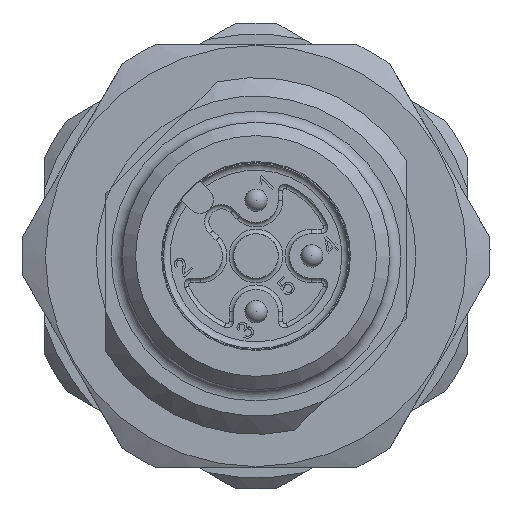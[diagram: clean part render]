
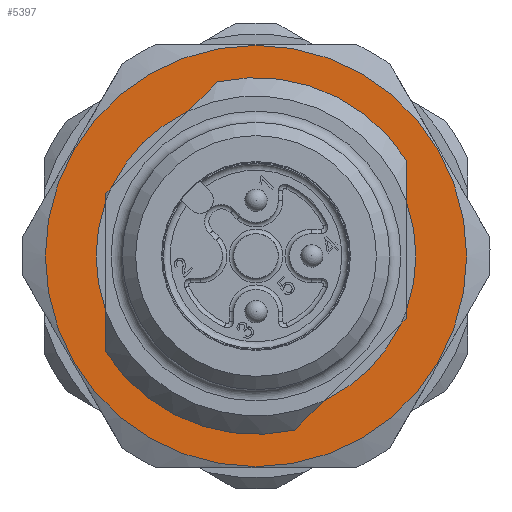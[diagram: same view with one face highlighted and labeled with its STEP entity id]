
A CAD part, left-side view. The second image highlights one B-rep face of the part: STEP entity #5397.
In plain terms, the highlighted planar face has unit normal (-1, 0, 0).
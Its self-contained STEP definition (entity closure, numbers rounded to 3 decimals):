
#767=PLANE('',#6567);
#1011=EDGE_LOOP('',(#2059));
#1012=EDGE_LOOP('',(#2060,#2061,#2062,#2063,#2064,#2065,#2066,#2067,#2068,
#2069,#2070,#2071,#2072,#2073));
#1288=CIRCLE('',#6401,8.);
#1339=CIRCLE('',#6490,8.);
#1360=CIRCLE('',#6562,9.45);
#1361=CIRCLE('',#6563,7.172);
#1362=CIRCLE('',#6564,7.172);
#1363=CIRCLE('',#6565,7.172);
#1364=CIRCLE('',#6566,7.172);
#2059=ORIENTED_EDGE('',*,*,#3689,.F.);
#2060=ORIENTED_EDGE('',*,*,#3690,.F.);
#2061=ORIENTED_EDGE('',*,*,#3639,.T.);
#2062=ORIENTED_EDGE('',*,*,#3646,.T.);
#2063=ORIENTED_EDGE('',*,*,#3691,.F.);
#2064=ORIENTED_EDGE('',*,*,#3647,.T.);
#2065=ORIENTED_EDGE('',*,*,#3459,.F.);
#2066=ORIENTED_EDGE('',*,*,#3668,.F.);
#2067=ORIENTED_EDGE('',*,*,#3692,.F.);
#2068=ORIENTED_EDGE('',*,*,#3662,.F.);
#2069=ORIENTED_EDGE('',*,*,#3660,.F.);
#2070=ORIENTED_EDGE('',*,*,#3693,.F.);
#2071=ORIENTED_EDGE('',*,*,#3653,.F.);
#2072=ORIENTED_EDGE('',*,*,#3627,.F.);
#2073=ORIENTED_EDGE('',*,*,#3637,.T.);
#3459=EDGE_CURVE('',#5820,#5822,#1288,.T.);
#3627=EDGE_CURVE('',#5935,#5936,#1339,.T.);
#3637=EDGE_CURVE('',#5935,#5945,#4430,.T.);
#3639=EDGE_CURVE('',#5947,#5946,#4432,.T.);
#3646=EDGE_CURVE('',#5946,#5952,#4439,.T.);
#3647=EDGE_CURVE('',#5953,#5822,#4440,.T.);
#3653=EDGE_CURVE('',#5936,#5956,#4446,.T.);
#3660=EDGE_CURVE('',#5961,#5962,#4453,.T.);
#3662=EDGE_CURVE('',#5962,#5963,#4455,.T.);
#3668=EDGE_CURVE('',#5966,#5820,#4461,.T.);
#3689=EDGE_CURVE('',#5979,#5979,#1360,.T.);
#3690=EDGE_CURVE('',#5947,#5945,#1361,.T.);
#3691=EDGE_CURVE('',#5953,#5952,#1362,.T.);
#3692=EDGE_CURVE('',#5963,#5966,#1363,.T.);
#3693=EDGE_CURVE('',#5956,#5961,#1364,.T.);
#4430=LINE('',#9478,#4899);
#4432=LINE('',#9482,#4901);
#4439=LINE('',#9495,#4908);
#4440=LINE('',#9497,#4909);
#4446=LINE('',#9508,#4915);
#4453=LINE('',#9521,#4922);
#4455=LINE('',#9525,#4924);
#4461=LINE('',#9535,#4930);
#4899=VECTOR('',#7336,1.);
#4901=VECTOR('',#7338,1.);
#4908=VECTOR('',#7347,1.);
#4909=VECTOR('',#7348,1.);
#4915=VECTOR('',#7358,1.);
#4922=VECTOR('',#7365,1.);
#4924=VECTOR('',#7369,1.);
#4930=VECTOR('',#7375,1.);
#5397=ADVANCED_FACE('',(#5717,#5718),#767,.T.);
#5717=FACE_BOUND('',#1011,.T.);
#5718=FACE_BOUND('',#1012,.T.);
#5820=VERTEX_POINT('',#8860);
#5822=VERTEX_POINT('',#8863);
#5935=VERTEX_POINT('',#9448);
#5936=VERTEX_POINT('',#9450);
#5945=VERTEX_POINT('',#9479);
#5946=VERTEX_POINT('',#9481);
#5947=VERTEX_POINT('',#9483);
#5952=VERTEX_POINT('',#9496);
#5953=VERTEX_POINT('',#9498);
#5956=VERTEX_POINT('',#9509);
#5961=VERTEX_POINT('',#9520);
#5962=VERTEX_POINT('',#9522);
#5963=VERTEX_POINT('',#9526);
#5966=VERTEX_POINT('',#9534);
#5979=VERTEX_POINT('',#9606);
#6401=AXIS2_PLACEMENT_3D('',#8862,#7050,#7051);
#6490=AXIS2_PLACEMENT_3D('',#9449,#7297,#7298);
#6562=AXIS2_PLACEMENT_3D('',#9605,#7482,#7483);
#6563=AXIS2_PLACEMENT_3D('',#9607,#7484,#7485);
#6564=AXIS2_PLACEMENT_3D('',#9608,#7486,#7487);
#6565=AXIS2_PLACEMENT_3D('',#9609,#7488,#7489);
#6566=AXIS2_PLACEMENT_3D('',#9610,#7490,#7491);
#6567=AXIS2_PLACEMENT_3D('',#9611,#7492,#7493);
#7050=DIRECTION('',(-1.,0.,0.));
#7051=DIRECTION('',(0.,0.,1.));
#7297=DIRECTION('',(-1.,0.,0.));
#7298=DIRECTION('',(0.,0.,1.));
#7336=DIRECTION('',(0.,0.,-1.));
#7338=DIRECTION('',(0.,0.,-1.));
#7347=DIRECTION('',(0.,0.707,-0.707));
#7348=DIRECTION('',(0.,0.707,-0.707));
#7358=DIRECTION('',(0.,0.707,-0.707));
#7365=DIRECTION('',(0.,0.707,-0.707));
#7369=DIRECTION('',(0.,0.,-1.));
#7375=DIRECTION('',(0.,0.,-1.));
#7482=DIRECTION('',(1.,0.,0.));
#7483=DIRECTION('',(0.,0.,1.));
#7484=DIRECTION('',(-1.,0.,0.));
#7485=DIRECTION('',(0.,0.,-1.));
#7486=DIRECTION('',(-1.,0.,0.));
#7487=DIRECTION('',(0.,0.,-1.));
#7488=DIRECTION('',(-1.,0.,0.));
#7489=DIRECTION('',(0.,0.,-1.));
#7490=DIRECTION('',(-1.,0.,0.));
#7491=DIRECTION('',(0.,0.,-1.));
#7492=DIRECTION('',(-1.,0.,0.));
#7493=DIRECTION('',(0.,0.,-1.));
#8860=CARTESIAN_POINT('',(13.,6.75,-4.294));
#8862=CARTESIAN_POINT('',(13.,0.,0.));
#8863=CARTESIAN_POINT('',(13.,-1.737,-7.809));
#9448=CARTESIAN_POINT('',(13.,-6.75,4.294));
#9449=CARTESIAN_POINT('',(13.,0.,0.));
#9450=CARTESIAN_POINT('',(13.,1.737,7.809));
#9478=CARTESIAN_POINT('',(13.,-6.75,5.744));
#9479=CARTESIAN_POINT('',(13.,-6.75,2.424));
#9481=CARTESIAN_POINT('',(13.,-6.75,-2.796));
#9482=CARTESIAN_POINT('',(13.,-6.75,5.744));
#9483=CARTESIAN_POINT('',(13.,-6.75,-2.424));
#9495=CARTESIAN_POINT('',(13.,-6.75,-2.796));
#9496=CARTESIAN_POINT('',(13.,-6.487,-3.059));
#9497=CARTESIAN_POINT('',(13.,-6.75,-2.796));
#9498=CARTESIAN_POINT('',(13.,-3.059,-6.487));
#9508=CARTESIAN_POINT('',(13.,0.711,8.835));
#9509=CARTESIAN_POINT('',(13.,3.059,6.487));
#9520=CARTESIAN_POINT('',(13.,6.487,3.059));
#9521=CARTESIAN_POINT('',(13.,0.711,8.835));
#9522=CARTESIAN_POINT('',(13.,6.75,2.796));
#9525=CARTESIAN_POINT('',(13.,6.75,2.796));
#9526=CARTESIAN_POINT('',(13.,6.75,2.424));
#9534=CARTESIAN_POINT('',(13.,6.75,-2.424));
#9535=CARTESIAN_POINT('',(13.,6.75,2.796));
#9605=CARTESIAN_POINT('',(13.,0.,0.));
#9606=CARTESIAN_POINT('',(13.,0.,9.45));
#9607=CARTESIAN_POINT('',(13.,0.,0.));
#9608=CARTESIAN_POINT('',(13.,0.,0.));
#9609=CARTESIAN_POINT('',(13.,0.,0.));
#9610=CARTESIAN_POINT('',(13.,0.,0.));
#9611=CARTESIAN_POINT('',(13.,0.,0.));
